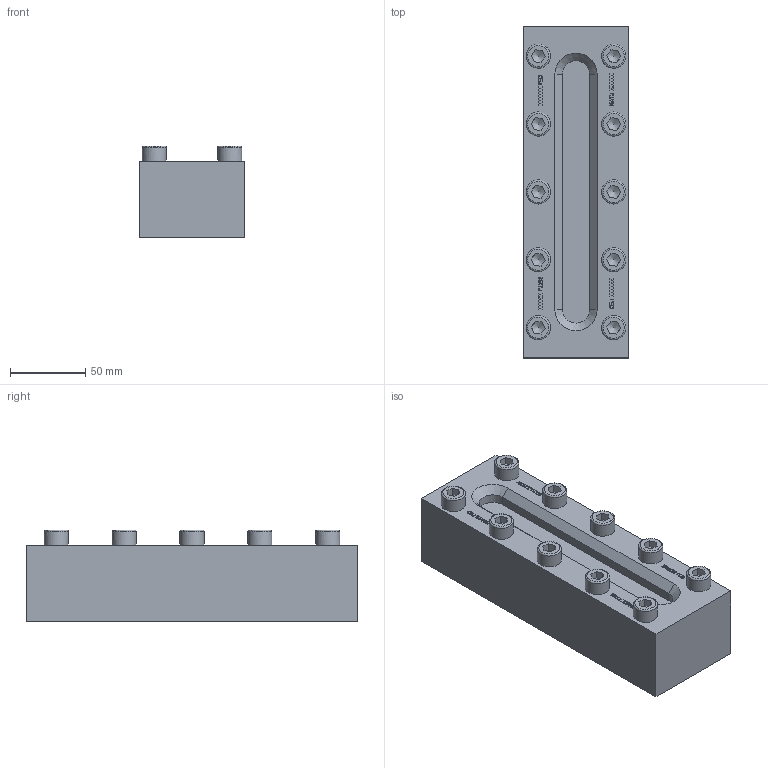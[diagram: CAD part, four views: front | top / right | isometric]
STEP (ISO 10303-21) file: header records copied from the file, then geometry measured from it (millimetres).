
FILE_DESCRIPTION(('HOOPS Exchange Step'),'2;1');
FILE_NAME('BS03_02.stp','2025-05-26T11:42:11+02:00',('nieru'),('Unknown organisation'),'HOOPS Exchange 2024.2','HOOPS Exchange','Unknown authorisation');
FILE_SCHEMA( ('AP203_CONFIGURATION_CONTROLLED_3D_DESIGN_OF_MECHANICAL_PARTS_AND_ASSEMBLIES_MIM_LF') );
Length unit declared in the file: millimetre
Products named in the file (1): root
Bounding box: 70 x 220 x 60.9 mm (x, y, z)
Volume: 717481.5 mm3; surface area: 75249.9 mm2
Topology: 1 solids, 1 shells, 616 faces, 1678 edges, 1124 vertices
Faces by surface type: plane 548, bspline 32, cylinder 14, cone 12, torus 10
Full cylindrical faces by diameter (mm): 16 x10
Entity records: 31410 total; most frequent: CARTESIAN_POINT 16249, ORIENTED_EDGE 3336, DIRECTION 2636, EDGE_CURVE 1668, VECTOR 1426, LINE 1426, VERTEX_POINT 1124, EDGE_LOOP 686
